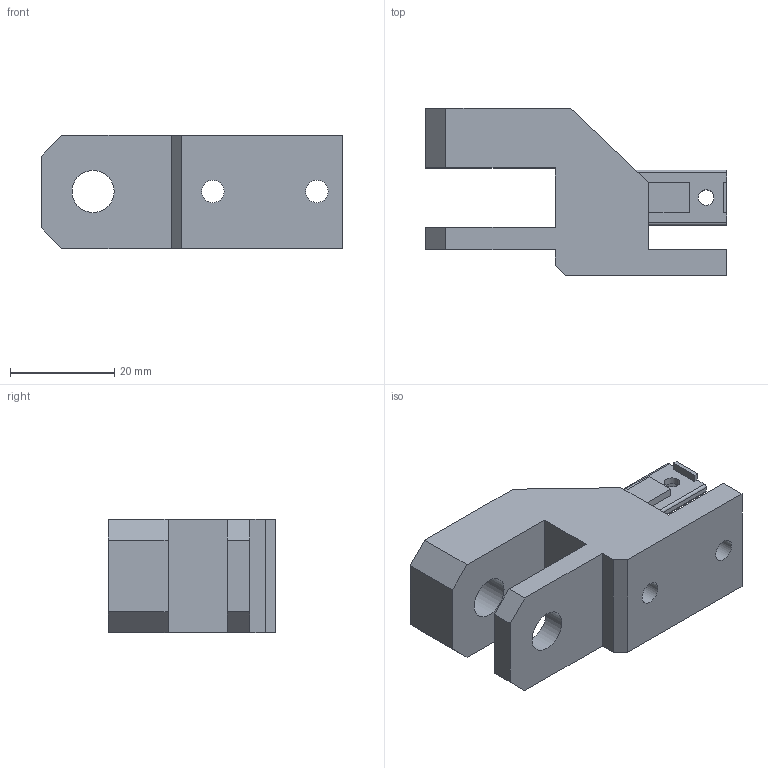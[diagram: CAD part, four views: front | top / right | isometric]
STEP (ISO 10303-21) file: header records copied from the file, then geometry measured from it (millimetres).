
FILE_DESCRIPTION(('FreeCAD Model'),'2;1');
FILE_NAME('Open CASCADE Shape Model','2025-04-07T19:54:48',(''),(''), 'Open CASCADE STEP processor 7.8','FreeCAD','Unknown');
FILE_SCHEMA(('AUTOMOTIVE_DESIGN { 1 0 10303 214 1 1 1 1 }'));
Length unit declared in the file: millimetre
Products named in the file (1): B Drive Bracket
Bounding box: 58 x 32.2 x 21.8 mm (x, y, z)
Volume: 15677 mm3; surface area: 9101.7 mm2
Topology: 1 solids, 1 shells, 91 faces, 263 edges, 174 vertices
Faces by surface type: plane 73, cylinder 18
Full cylindrical faces by diameter (mm): 3 x2, 4.3 x2, 8.1 x2
Entity records: 3017 total; most frequent: CARTESIAN_POINT 529, ORIENTED_EDGE 526, DIRECTION 491, EDGE_CURVE 263, LINE 219, VECTOR 219, VERTEX_POINT 174, AXIS2_PLACEMENT_3D 136
